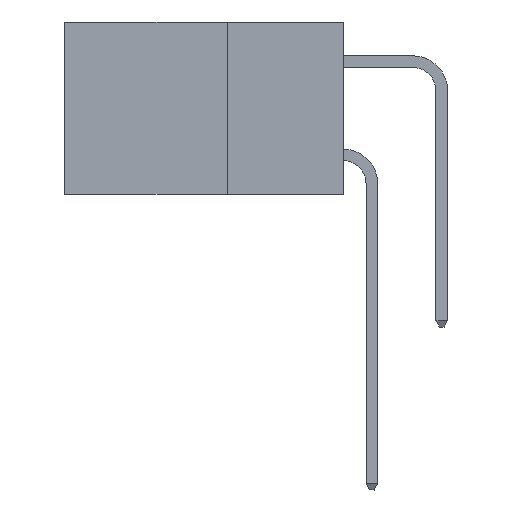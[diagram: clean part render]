
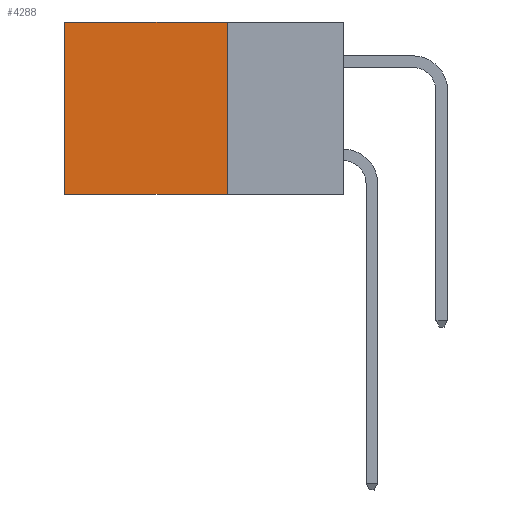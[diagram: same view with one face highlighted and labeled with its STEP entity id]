
A CAD part, left-side view. The second image highlights one B-rep face of the part: STEP entity #4288.
In plain terms, the highlighted planar face has unit normal (-1, 0, 0).
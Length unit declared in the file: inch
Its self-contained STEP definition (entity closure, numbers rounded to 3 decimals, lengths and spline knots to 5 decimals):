
#1441 = AXIS2_PLACEMENT_3D ( 'NONE', #9815, #16389, #19962 ) ;
#1449 = DIRECTION ( 'NONE',  ( 0., 0., -1. ) ) ;
#1906 = CARTESIAN_POINT ( 'NONE',  ( 0.298, 0.6, 0. ) ) ;
#2251 = VERTEX_POINT ( 'NONE', #22201 ) ;
#4288 = ADVANCED_FACE ( 'NONE', ( #7107 ), #9080, .F. ) ;
#4672 = LINE ( 'NONE', #7383, #19339 ) ;
#5271 = LINE ( 'NONE', #13115, #19907 ) ;
#6049 = ORIENTED_EDGE ( 'NONE', *, *, #17383, .T. ) ;
#7107 = FACE_OUTER_BOUND ( 'NONE', #13980, .T. ) ;
#7383 = CARTESIAN_POINT ( 'NONE',  ( 0.298, 0.25, 0. ) ) ;
#8756 = VERTEX_POINT ( 'NONE', #15689 ) ;
#9080 = PLANE ( 'NONE',  #1441 ) ;
#9815 = CARTESIAN_POINT ( 'NONE',  ( 0.298, 0.25, 0. ) ) ;
#9819 = DIRECTION ( 'NONE',  ( 0., 0., -1. ) ) ;
#10159 = VECTOR ( 'NONE', #9819, 39.37008 ) ;
#11097 = EDGE_CURVE ( 'NONE', #2251, #12021, #5271, .T. ) ;
#11123 = EDGE_CURVE ( 'NONE', #8756, #2251, #4672, .T. ) ;
#12021 = VERTEX_POINT ( 'NONE', #21867 ) ;
#12837 = VECTOR ( 'NONE', #14347, 39.37008 ) ;
#13115 = CARTESIAN_POINT ( 'NONE',  ( 0.298, 0.25, -0.37 ) ) ;
#13980 = EDGE_LOOP ( 'NONE', ( #22852, #16001, #15984, #6049 ) ) ;
#14347 = DIRECTION ( 'NONE',  ( 0., 1., 0. ) ) ;
#15005 = DIRECTION ( 'NONE',  ( 0., 1., 0. ) ) ;
#15183 = LINE ( 'NONE', #1906, #10159 ) ;
#15689 = CARTESIAN_POINT ( 'NONE',  ( 0.298, 0.25, 0. ) ) ;
#15984 = ORIENTED_EDGE ( 'NONE', *, *, #11123, .F. ) ;
#16001 = ORIENTED_EDGE ( 'NONE', *, *, #11097, .F. ) ;
#16389 = DIRECTION ( 'NONE',  ( 1., 0., 0. ) ) ;
#17245 = LINE ( 'NONE', #23629, #12837 ) ;
#17383 = EDGE_CURVE ( 'NONE', #8756, #23186, #17245, .T. ) ;
#19339 = VECTOR ( 'NONE', #1449, 39.37008 ) ;
#19907 = VECTOR ( 'NONE', #15005, 39.37008 ) ;
#19962 = DIRECTION ( 'NONE',  ( 0., 0., -1. ) ) ;
#21224 = CARTESIAN_POINT ( 'NONE',  ( 0.298, 0.6, 0. ) ) ;
#21867 = CARTESIAN_POINT ( 'NONE',  ( 0.298, 0.6, -0.37 ) ) ;
#22201 = CARTESIAN_POINT ( 'NONE',  ( 0.298, 0.25, -0.37 ) ) ;
#22381 = EDGE_CURVE ( 'NONE', #23186, #12021, #15183, .T. ) ;
#22852 = ORIENTED_EDGE ( 'NONE', *, *, #22381, .T. ) ;
#23186 = VERTEX_POINT ( 'NONE', #21224 ) ;
#23629 = CARTESIAN_POINT ( 'NONE',  ( 0.298, 0.25, 0. ) ) ;
